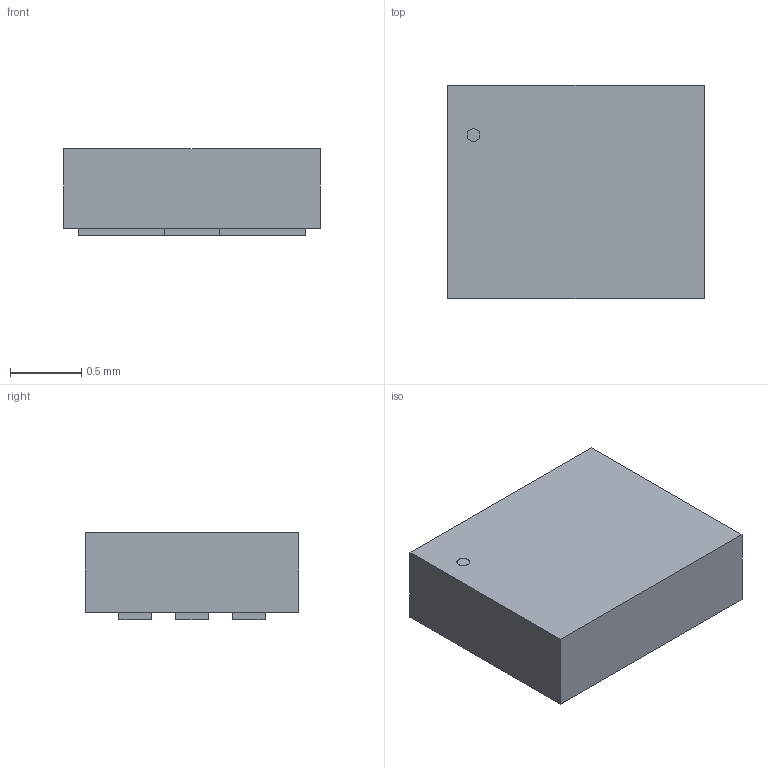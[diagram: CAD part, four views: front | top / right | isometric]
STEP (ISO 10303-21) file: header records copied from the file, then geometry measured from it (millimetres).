
FILE_DESCRIPTION(('STEP AP214'),'1');
FILE_NAME('UFDFPN5_1P7X1P4_STM','2022-04-23T04:20:07',(''),(''),'','','');
FILE_SCHEMA(('AUTOMOTIVE_DESIGN'));
Length unit declared in the file: millimetre
Products named in the file (1): product
Bounding box: 1.8 x 1.5 x 0.61 mm (x, y, z)
Volume: 1.6 mm3; surface area: 11.5 mm2
Topology: 7 solids, 7 shells, 39 faces, 75 edges, 50 vertices
Faces by surface type: plane 38, cylinder 1
Full cylindrical faces by diameter (mm): 0.09 x1
Entity records: 976 total; most frequent: DIRECTION 158, ORIENTED_EDGE 148, CARTESIAN_POINT 93, EDGE_CURVE 74, LINE 72, VECTOR 72, VERTEX_POINT 50, AXIS2_PLACEMENT_3D 43
